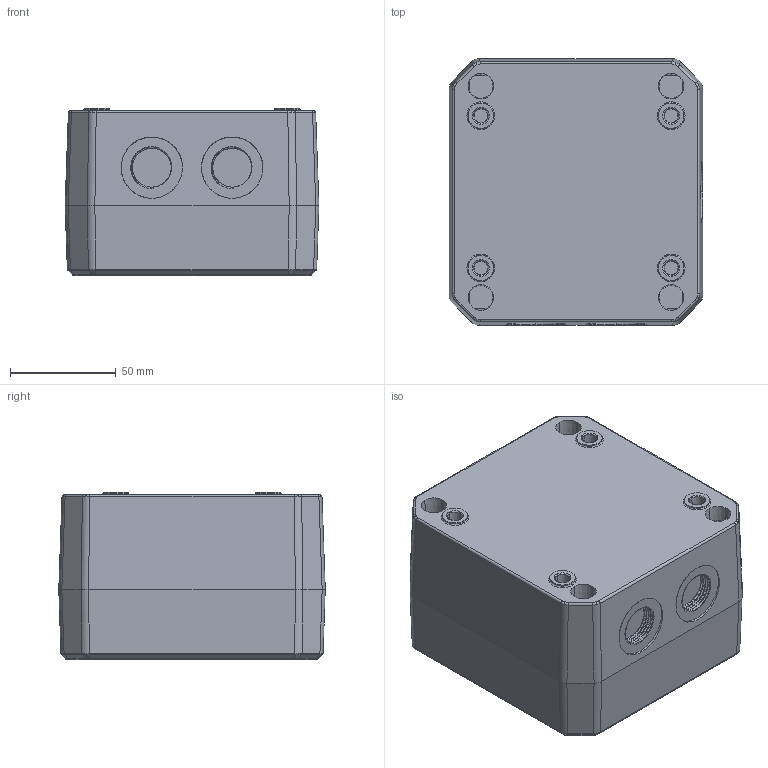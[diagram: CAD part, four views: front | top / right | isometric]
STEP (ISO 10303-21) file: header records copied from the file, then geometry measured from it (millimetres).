
FILE_DESCRIPTION (( 'STEP AP203' ), '1' );
FILE_NAME ('D233-05-001-3D_Issue_1.STEP', '2020-03-28T11:14:25', ( '' ), ( '' ), 'SwSTEP 2.0', 'SolidWorks 2020', '' );
FILE_SCHEMA (( 'CONFIG_CONTROL_DESIGN' ));
Length unit declared in the file: millimetre
Products named in the file (1): D233-05-001-3D_Issue_1
Bounding box: 120 x 126 x 79 mm (x, y, z)
Volume: 1073634.8 mm3; surface area: 97819.9 mm2
Topology: 1 solids, 10 shells, 846 faces, 2009 edges, 1204 vertices
Faces by surface type: cylinder 271, plane 235, bspline 146, cone 119, torus 44, sphere 31
Entity records: 46949 total; most frequent: CARTESIAN_POINT 29146, ORIENTED_EDGE 3998, DIRECTION 3395, EDGE_CURVE 1999, AXIS2_PLACEMENT_3D 1289, VERTEX_POINT 1204, EDGE_LOOP 883, ADVANCED_FACE 846
